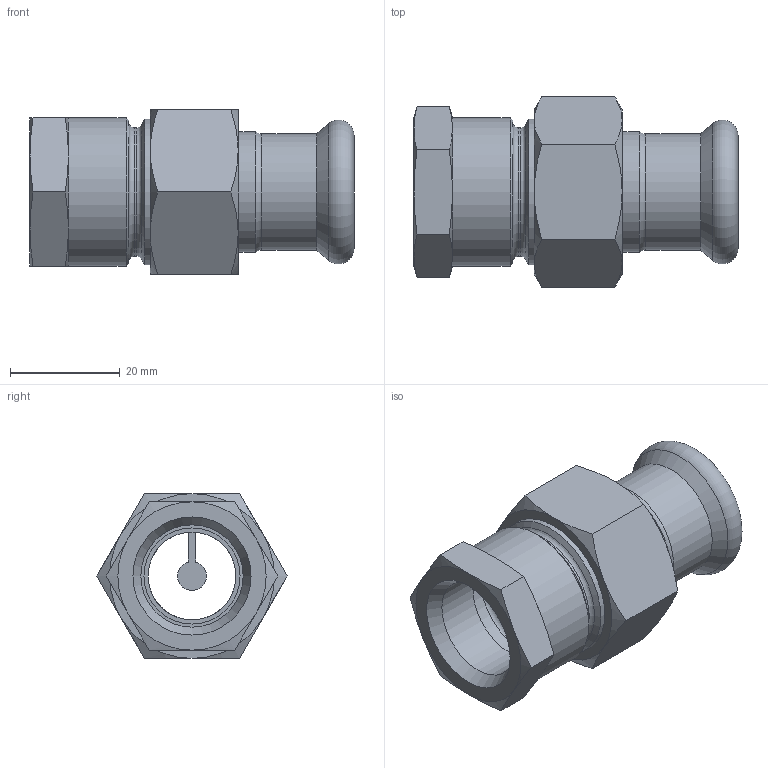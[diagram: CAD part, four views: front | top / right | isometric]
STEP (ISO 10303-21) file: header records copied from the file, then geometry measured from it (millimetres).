
FILE_DESCRIPTION(/* description */ (''),/* implementation_level */ '2;1');
FILE_NAME(/* name */ '34402.stp',/* time_stamp */ '2014-04-01T20:35:03+02:00',/* author */ ('bruh'),/* organization */ (''),/* preprocessor_version */ 'ST-DEVELOPER v15.2',/* originating_system */ 'Autodesk Inventor 2014',/* authorisation */ '');
FILE_SCHEMA (('AUTOMOTIVE_DESIGN { 1 0 10303 214 3 1 1 }'));
Length unit declared in the file: millimetre
Products named in the file (5): 101246; 101135; 400783; 101075; 34402
Bounding box: 59 x 34.64 x 30 mm (x, y, z)
Volume: 16934.1 mm3; surface area: 12764.2 mm2
Topology: 3 solids, 3 shells, 85 faces, 180 edges, 106 vertices
Faces by surface type: cone 35, plane 26, cylinder 15, torus 9
Full cylindrical faces by diameter (mm): 16 x1, 17.5 x1, 18.2 x1, 18.631 x1, 18.8 x1, 21.2 x1, 22 x3, 22.1 x1, 23.4 x1, 24.117 x1, 26.441 x1, 27 x1
Entity records: 2112 total; most frequent: CARTESIAN_POINT 426, DIRECTION 348, ORIENTED_EDGE 276, AXIS2_PLACEMENT_3D 164, EDGE_CURVE 138, EDGE_LOOP 130, VERTEX_POINT 98, ADVANCED_FACE 85
